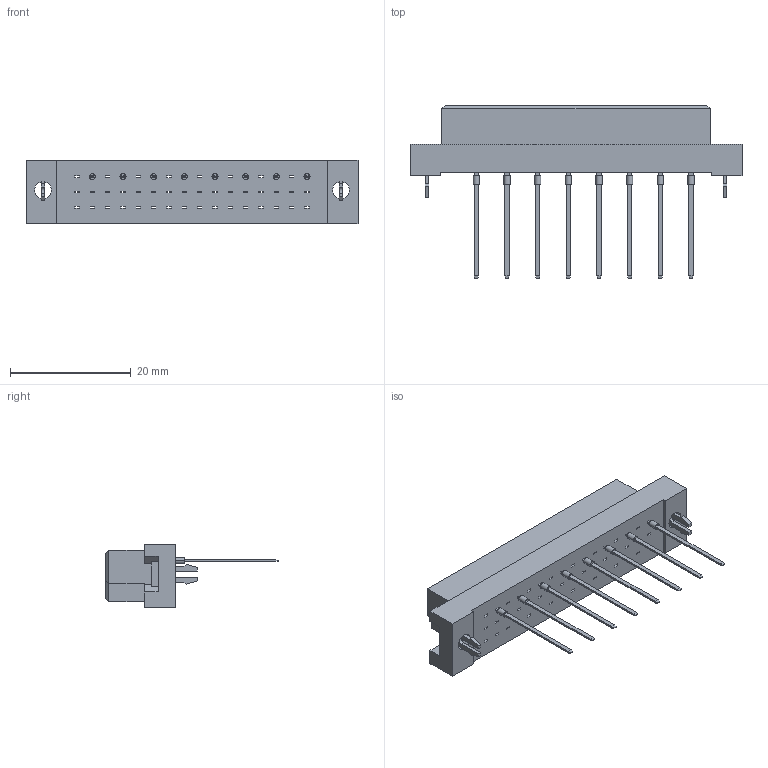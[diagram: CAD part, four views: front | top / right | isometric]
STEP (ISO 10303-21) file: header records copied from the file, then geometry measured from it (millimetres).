
FILE_DESCRIPTION (( 'STEP AP203' ), '1' );
FILE_NAME ('496-108-381-123.STEP', '2019-11-12T12:28:24', ( '' ), ( '' ), 'SwSTEP 2.0', 'SolidWorks 2020', '' );
FILE_SCHEMA (( 'CONFIG_CONTROL_DESIGN' ));
Length unit declared in the file: millimetre
Products named in the file (4): 496 Bore-lock; 496-290_81; 496 Part_48; 496-108-381-123
Assembly tree (11 placements, depth 2):
  496-108-381-123
    496 Part_48
    496-290_81  x8
    496 Bore-lock  x2
Bounding box: 55 x 28.6 x 10.6 mm (x, y, z)
Volume: 4655.7 mm3; surface area: 4701.9 mm2
Topology: 11 solids, 11 shells, 846 faces, 2048 edges, 1288 vertices
Faces by surface type: plane 824, cylinder 22
Entity records: 20930 total; most frequent: CARTESIAN_POINT 3538, ORIENTED_EDGE 3468, DIRECTION 3180, EDGE_CURVE 1734, VECTOR 1720, LINE 1720, VERTEX_POINT 1088, EDGE_LOOP 852
